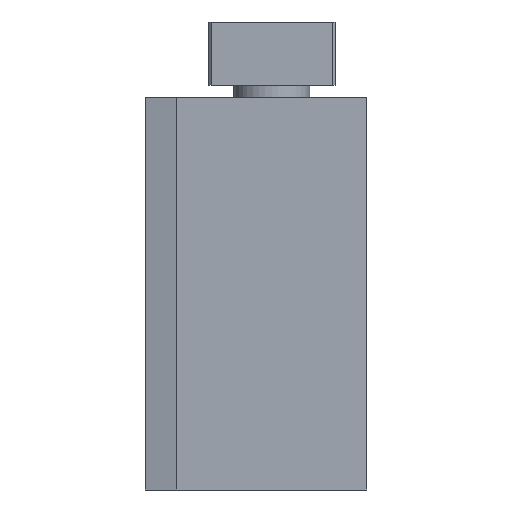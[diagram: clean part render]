
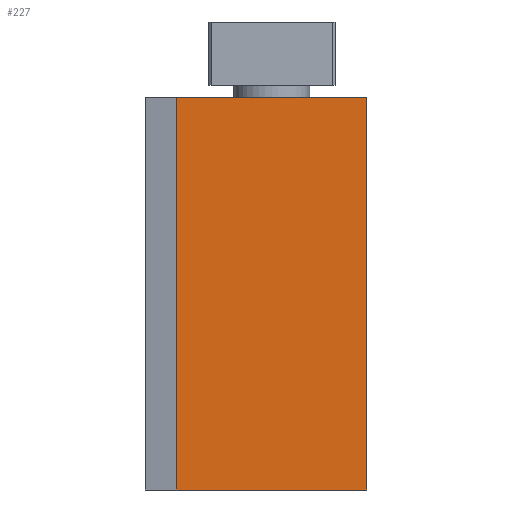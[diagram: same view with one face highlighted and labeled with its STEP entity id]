
A CAD part, front view. The second image highlights one B-rep face of the part: STEP entity #227.
In plain terms, the highlighted planar face has unit normal (0, -1, 0).
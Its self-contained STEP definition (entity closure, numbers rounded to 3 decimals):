
#227 = ADVANCED_FACE( '', ( #379 ), #380, .T. );
#379 = FACE_OUTER_BOUND( '', #686, .T. );
#380 = PLANE( '', #687 );
#686 = EDGE_LOOP( '', ( #1126, #1127, #1128, #1129 ) );
#687 = AXIS2_PLACEMENT_3D( '', #1130, #1131, #1132 );
#1126 = ORIENTED_EDGE( '', *, *, #1717, .F. );
#1127 = ORIENTED_EDGE( '', *, *, #1767, .F. );
#1128 = ORIENTED_EDGE( '', *, *, #1749, .T. );
#1129 = ORIENTED_EDGE( '', *, *, #1766, .T. );
#1130 = CARTESIAN_POINT( '', ( -7.5, -16.5, -31. ) );
#1131 = DIRECTION( '', ( 0., -1., 0. ) );
#1132 = DIRECTION( '', ( 0., 0., -1. ) );
#1717 = EDGE_CURVE( '', #1938, #1940, #1941, .T. );
#1749 = EDGE_CURVE( '', #2003, #2001, #2004, .T. );
#1766 = EDGE_CURVE( '', #2001, #1940, #2024, .T. );
#1767 = EDGE_CURVE( '', #2003, #1938, #2025, .T. );
#1938 = VERTEX_POINT( '', #2314 );
#1940 = VERTEX_POINT( '', #2317 );
#1941 = LINE( '', #2318, #2319 );
#2001 = VERTEX_POINT( '', #2398 );
#2003 = VERTEX_POINT( '', #2401 );
#2004 = LINE( '', #2402, #2403 );
#2024 = LINE( '', #2436, #2437 );
#2025 = LINE( '', #2438, #2439 );
#2314 = CARTESIAN_POINT( '', ( -7.5, -16.5, 0. ) );
#2317 = CARTESIAN_POINT( '', ( 7.5, -16.5, 0. ) );
#2318 = CARTESIAN_POINT( '', ( -7.5, -16.5, 0. ) );
#2319 = VECTOR( '', #2796, 1000. );
#2398 = CARTESIAN_POINT( '', ( 7.5, -16.5, -31. ) );
#2401 = CARTESIAN_POINT( '', ( -7.5, -16.5, -31. ) );
#2402 = CARTESIAN_POINT( '', ( -7.5, -16.5, -31. ) );
#2403 = VECTOR( '', #2850, 1000. );
#2436 = CARTESIAN_POINT( '', ( 7.5, -16.5, -31. ) );
#2437 = VECTOR( '', #2873, 1000. );
#2438 = CARTESIAN_POINT( '', ( -7.5, -16.5, -31. ) );
#2439 = VECTOR( '', #2874, 1000. );
#2796 = DIRECTION( '', ( 1., 0., 0. ) );
#2850 = DIRECTION( '', ( 1., 0., 0. ) );
#2873 = DIRECTION( '', ( 0., 0., 1. ) );
#2874 = DIRECTION( '', ( 0., 0., 1. ) );
